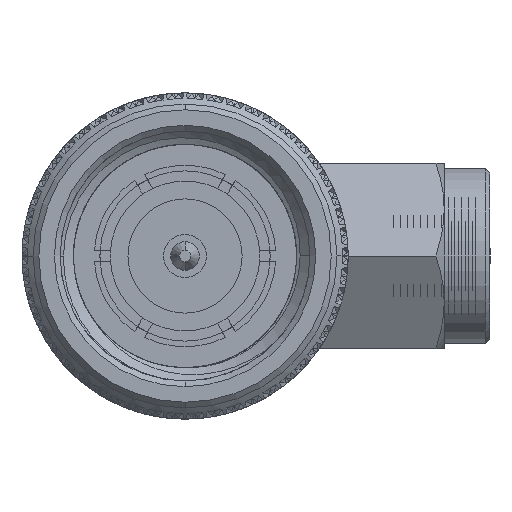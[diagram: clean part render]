
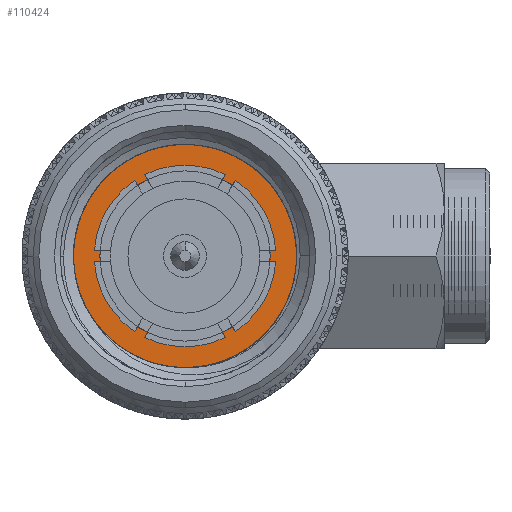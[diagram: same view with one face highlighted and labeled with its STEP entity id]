
A CAD part, left-side view. The second image highlights one B-rep face of the part: STEP entity #110424.
In plain terms, the highlighted planar face has unit normal (1, 0, 0).
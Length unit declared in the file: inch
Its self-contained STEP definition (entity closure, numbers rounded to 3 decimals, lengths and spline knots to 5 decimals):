
#465 = CARTESIAN_POINT ( 'NONE',  ( 0.315, -0.0929, 0.19804 ) ) ;
#1084 = CARTESIAN_POINT ( 'NONE',  ( 0.315, -0.15227, -0.13097 ) ) ;
#1709 = CARTESIAN_POINT ( 'NONE',  ( 0.315, -0.11289, -0.16317 ) ) ;
#2318 = VECTOR ( 'NONE', #68636, 39.37008 ) ;
#2324 = CARTESIAN_POINT ( 'NONE',  ( 0.315, -0.11106, 0.18848 ) ) ;
#2456 = VERTEX_POINT ( 'NONE', #28066 ) ;
#3384 = ORIENTED_EDGE ( 'NONE', *, *, #79231, .F. ) ;
#3752 = CARTESIAN_POINT ( 'NONE',  ( 0.315, -0.02262, -0.19555 ) ) ;
#4057 = VERTEX_POINT ( 'NONE', #77970 ) ;
#4350 = CARTESIAN_POINT ( 'NONE',  ( 0.315, -0.06646, -0.18391 ) ) ;
#4845 = VERTEX_POINT ( 'NONE', #18789 ) ;
#5902 = EDGE_CURVE ( 'NONE', #4845, #75279, #11230, .T. ) ;
#9764 = CARTESIAN_POINT ( 'NONE',  ( 0.315, -0.20791, 0.01776 ) ) ;
#10371 = CARTESIAN_POINT ( 'NONE',  ( 0.315, -0.13757, -0.14502 ) ) ;
#11230 = LINE ( 'NONE', #48914, #2318 ) ;
#13439 = CARTESIAN_POINT ( 'NONE',  ( 0.315, 0., 0. ) ) ;
#16050 = DIRECTION ( 'NONE',  ( 0., -1., 0. ) ) ;
#18789 = CARTESIAN_POINT ( 'NONE',  ( 0.315, 0., -0.21875 ) ) ;
#18976 = CARTESIAN_POINT ( 'NONE',  ( 0.315, 0., -0.19555 ) ) ;
#20903 = CARTESIAN_POINT ( 'NONE',  ( 0.315, -0.18495, 0.10566 ) ) ;
#21209 = CARTESIAN_POINT ( 'NONE',  ( 0.315, 0., 0. ) ) ;
#21461 = CIRCLE ( 'NONE', #56937, 0.21875 ) ;
#21517 = CARTESIAN_POINT ( 'NONE',  ( 0.315, -0.14972, 0.15536 ) ) ;
#24392 = CIRCLE ( 'NONE', #93408, 0.149 ) ;
#25997 = FACE_BOUND ( 'NONE', #92849, .T. ) ;
#28066 = CARTESIAN_POINT ( 'NONE',  ( 0.315, -0.06646, -0.18391 ) ) ;
#29579 = CARTESIAN_POINT ( 'NONE',  ( 0.315, -0.15654, 0.14785 ) ) ;
#30174 = CARTESIAN_POINT ( 'NONE',  ( 0.315, -0.19988, 0.06777 ) ) ;
#30292 = B_SPLINE_CURVE_WITH_KNOTS ( 'NONE', 3,
 ( #97647, #3752, #107531, #4350 ),
 .UNSPECIFIED., .F., .F.,
 ( 4, 4 ),
 ( 0., 0.00172 ),
 .UNSPECIFIED. ) ;
#32028 = DIRECTION ( 'NONE',  ( 0., 0., 1. ) ) ;
#32168 = CARTESIAN_POINT ( 'NONE',  ( 0.315, 0., 0. ) ) ;
#38831 = CARTESIAN_POINT ( 'NONE',  ( 0.315, -0.18933, 0.09653 ) ) ;
#39431 = CARTESIAN_POINT ( 'NONE',  ( 0.315, -0.17488, 0.12324 ) ) ;
#40039 = CARTESIAN_POINT ( 'NONE',  ( 0.315, -0.12971, -0.15147 ) ) ;
#40953 = DIRECTION ( 'NONE',  ( 1., 0., 0. ) ) ;
#41910 = ORIENTED_EDGE ( 'NONE', *, *, #55424, .F. ) ;
#44124 = AXIS2_PLACEMENT_3D ( 'NONE', #32168, #108124, #60546 ) ;
#46838 = CARTESIAN_POINT ( 'NONE',  ( 0.315, -0.07629, -0.18093 ) ) ;
#48914 = CARTESIAN_POINT ( 'NONE',  ( 0.315, 0., 0. ) ) ;
#51130 = DIRECTION ( 'NONE',  ( -1., 0., 0. ) ) ;
#55424 = EDGE_CURVE ( 'NONE', #94471, #4845, #21461, .T. ) ;
#56937 = AXIS2_PLACEMENT_3D ( 'NONE', #13439, #51130, #32028 ) ;
#60546 = DIRECTION ( 'NONE',  ( 0., 0., -1. ) ) ;
#61232 = ORIENTED_EDGE ( 'NONE', *, *, #83023, .F. ) ;
#65795 = CIRCLE ( 'NONE', #44124, 0.149 ) ;
#65978 = CARTESIAN_POINT ( 'NONE',  ( 0.315, -0.20807, 0.00748 ) ) ;
#66581 = CARTESIAN_POINT ( 'NONE',  ( 0.315, -0.20629, -0.02311 ) ) ;
#67183 = CARTESIAN_POINT ( 'NONE',  ( 0.315, -0.06646, -0.18391 ) ) ;
#68389 = CARTESIAN_POINT ( 'NONE',  ( 0.315, -0.12779, 0.17637 ) ) ;
#68636 = DIRECTION ( 'NONE',  ( 0., 0., 1. ) ) ;
#72796 = AXIS2_PLACEMENT_3D ( 'NONE', #82731, #92036, #16050 ) ;
#73980 = CARTESIAN_POINT ( 'NONE',  ( 0.315, -0.0929, 0.19804 ) ) ;
#75279 = VERTEX_POINT ( 'NONE', #18976 ) ;
#76433 = CARTESIAN_POINT ( 'NONE',  ( 0.315, -0.18775, -0.08136 ) ) ;
#77044 = CARTESIAN_POINT ( 'NONE',  ( 0.315, -0.17788, -0.09907 ) ) ;
#77654 = CARTESIAN_POINT ( 'NONE',  ( 0.315, -0.20454, 0.04797 ) ) ;
#77970 = CARTESIAN_POINT ( 'NONE',  ( 0.315, 0., 0.149 ) ) ;
#78901 = EDGE_CURVE ( 'NONE', #106945, #4057, #24392, .T. ) ;
#79114 = B_SPLINE_CURVE_WITH_KNOTS ( 'NONE', 3,
 ( #67183, #46838, #86935, #114132, #1709, #40039, #10371, #1084, #103680, #77044, #76433, #86328, #66581, #65978, #9764, #113523, #77654, #30174, #85700, #38831, #20903, #39431, #93795, #29579, #21517, #68389, #2324, #465 ),
 .UNSPECIFIED., .F., .F.,
 ( 4, 2, 2, 2, 2, 2, 2, 2, 2, 2, 2, 2, 2, 4 ),
 ( 0., 0.00077, 0.00155, 0.00232, 0.0031, 0.00464, 0.00619, 0.00697, 0.00774, 0.00852, 0.00929, 0.01006, 0.01084, 0.01239 ),
 .UNSPECIFIED. ) ;
#79231 = EDGE_CURVE ( 'NONE', #4057, #106945, #65795, .T. ) ;
#82731 = CARTESIAN_POINT ( 'NONE',  ( 0.315, 0., 0. ) ) ;
#83023 = EDGE_CURVE ( 'NONE', #2456, #94471, #79114, .T. ) ;
#85700 = CARTESIAN_POINT ( 'NONE',  ( 0.315, -0.1968, 0.07763 ) ) ;
#86328 = CARTESIAN_POINT ( 'NONE',  ( 0.315, -0.20212, -0.04292 ) ) ;
#86935 = CARTESIAN_POINT ( 'NONE',  ( 0.315, -0.08576, -0.1772 ) ) ;
#89718 = DIRECTION ( 'NONE',  ( 0., 0., -1. ) ) ;
#90303 = ORIENTED_EDGE ( 'NONE', *, *, #78901, .F. ) ;
#92036 = DIRECTION ( 'NONE',  ( -1., 0., 0. ) ) ;
#92849 = EDGE_LOOP ( 'NONE', ( #90303, #3384 ) ) ;
#93408 = AXIS2_PLACEMENT_3D ( 'NONE', #21209, #40953, #89718 ) ;
#93795 = CARTESIAN_POINT ( 'NONE',  ( 0.315, -0.16916, 0.13176 ) ) ;
#94471 = VERTEX_POINT ( 'NONE', #73980 ) ;
#97647 = CARTESIAN_POINT ( 'NONE',  ( 0.315, 0., -0.19555 ) ) ;
#99685 = CARTESIAN_POINT ( 'NONE',  ( 0.315, 0., -0.149 ) ) ;
#100685 = FACE_OUTER_BOUND ( 'NONE', #110947, .T. ) ;
#101290 = PLANE ( 'NONE',  #72796 ) ;
#103680 = CARTESIAN_POINT ( 'NONE',  ( 0.315, -0.15915, -0.12333 ) ) ;
#106945 = VERTEX_POINT ( 'NONE', #99685 ) ;
#107531 = CARTESIAN_POINT ( 'NONE',  ( 0.315, -0.04518, -0.1916 ) ) ;
#108124 = DIRECTION ( 'NONE',  ( 1., 0., 0. ) ) ;
#110334 = EDGE_CURVE ( 'NONE', #75279, #2456, #30292, .T. ) ;
#110424 = ADVANCED_FACE ( 'NONE', ( #100685, #25997 ), #101290, .F. ) ;
#110947 = EDGE_LOOP ( 'NONE', ( #115587, #117285, #41910, #61232 ) ) ;
#113523 = CARTESIAN_POINT ( 'NONE',  ( 0.315, -0.20615, 0.03797 ) ) ;
#114132 = CARTESIAN_POINT ( 'NONE',  ( 0.315, -0.10405, -0.16834 ) ) ;
#115587 = ORIENTED_EDGE ( 'NONE', *, *, #110334, .F. ) ;
#117285 = ORIENTED_EDGE ( 'NONE', *, *, #5902, .F. ) ;
